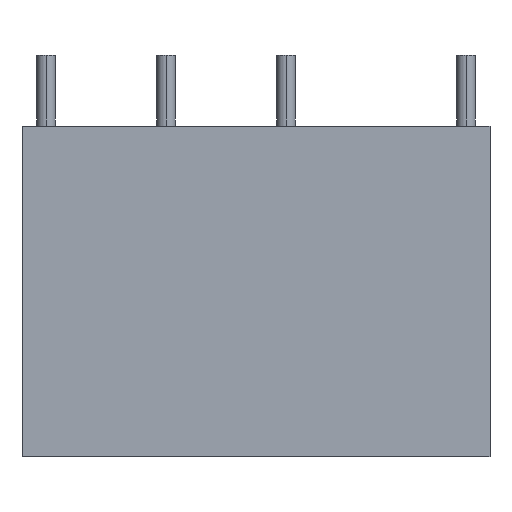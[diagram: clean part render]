
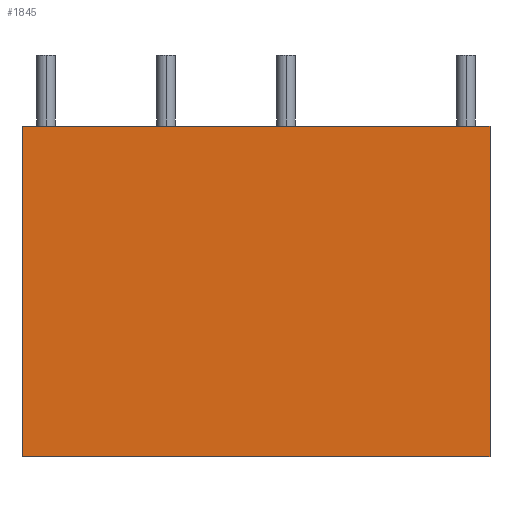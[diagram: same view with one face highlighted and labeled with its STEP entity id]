
A CAD part, left-side view. The second image highlights one B-rep face of the part: STEP entity #1845.
In plain terms, the highlighted planar face has unit normal (-1, 0, 0).
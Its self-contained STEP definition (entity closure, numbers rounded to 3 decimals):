
#14 = EDGE_LOOP ( 'NONE', ( #509, #510, #511, #512 ) ) ;
#335 = FACE_OUTER_BOUND ( 'NONE', #14, .T. ) ;
#509 = ORIENTED_EDGE ( 'NONE', *, *, #1730, .T. ) ;
#510 = ORIENTED_EDGE ( 'NONE', *, *, #1457, .F. ) ;
#511 = ORIENTED_EDGE ( 'NONE', *, *, #1459, .F. ) ;
#512 = ORIENTED_EDGE ( 'NONE', *, *, #1728, .T. ) ;
#757 = AXIS2_PLACEMENT_3D ( 'NONE', #1288, #1289, #1290 ) ;
#869 = LINE ( 'NONE', #2054, #874 ) ;
#874 = VECTOR ( 'NONE', #2055, 1000. ) ;
#875 = LINE ( 'NONE', #2057, #878 ) ;
#878 = VECTOR ( 'NONE', #2059, 1000. ) ;
#992 = LINE ( 'NONE', #1150, #1011 ) ;
#1011 = VECTOR ( 'NONE', #1151, 1000. ) ;
#1012 = LINE ( 'NONE', #1153, #1015 ) ;
#1015 = VECTOR ( 'NONE', #1154, 1000. ) ;
#1150 = CARTESIAN_POINT ( 'NONE',  ( 0., 19.812, 14. ) ) ;
#1151 = DIRECTION ( 'NONE',  ( 0., 0., -1. ) ) ;
#1153 = CARTESIAN_POINT ( 'NONE',  ( 0., 0., 0. ) ) ;
#1154 = DIRECTION ( 'NONE',  ( 0., -1., 0. ) ) ;
#1275 = PLANE ( 'NONE',  #757 ) ;
#1288 = CARTESIAN_POINT ( 'NONE',  ( 0., 0., 14. ) ) ;
#1289 = DIRECTION ( 'NONE',  ( 1., 0., 0. ) ) ;
#1290 = DIRECTION ( 'NONE',  ( 0., 0., -1. ) ) ;
#1397 = CARTESIAN_POINT ( 'NONE',  ( 0., 19.812, 0. ) ) ;
#1399 = CARTESIAN_POINT ( 'NONE',  ( 0., 0., 14. ) ) ;
#1402 = CARTESIAN_POINT ( 'NONE',  ( 0., 19.812, 14. ) ) ;
#1407 = CARTESIAN_POINT ( 'NONE',  ( 0., 0., 0. ) ) ;
#1457 = EDGE_CURVE ( 'NONE', #2191, #2201, #869, .T. ) ;
#1459 = EDGE_CURVE ( 'NONE', #2194, #2191, #875, .T. ) ;
#1728 = EDGE_CURVE ( 'NONE', #2194, #2189, #992, .T. ) ;
#1730 = EDGE_CURVE ( 'NONE', #2189, #2201, #1012, .T. ) ;
#1845 = ADVANCED_FACE ( 'NONE', ( #335 ), #1275, .F. ) ;
#2054 = CARTESIAN_POINT ( 'NONE',  ( 0., 0., 14. ) ) ;
#2055 = DIRECTION ( 'NONE',  ( 0., 0., -1. ) ) ;
#2057 = CARTESIAN_POINT ( 'NONE',  ( 0., 0., 14. ) ) ;
#2059 = DIRECTION ( 'NONE',  ( 0., -1., 0. ) ) ;
#2189 = VERTEX_POINT ( 'NONE', #1397 ) ;
#2191 = VERTEX_POINT ( 'NONE', #1399 ) ;
#2194 = VERTEX_POINT ( 'NONE', #1402 ) ;
#2201 = VERTEX_POINT ( 'NONE', #1407 ) ;
